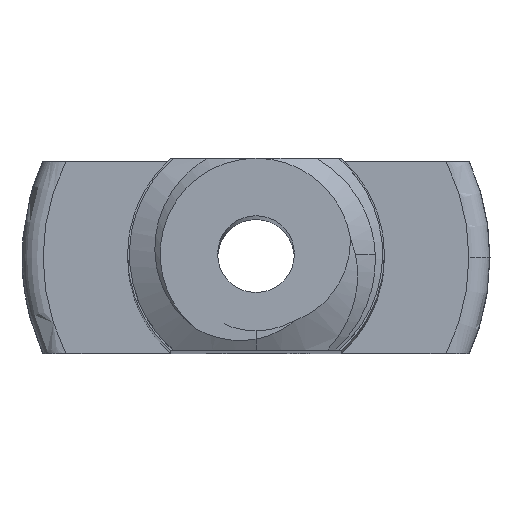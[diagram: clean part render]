
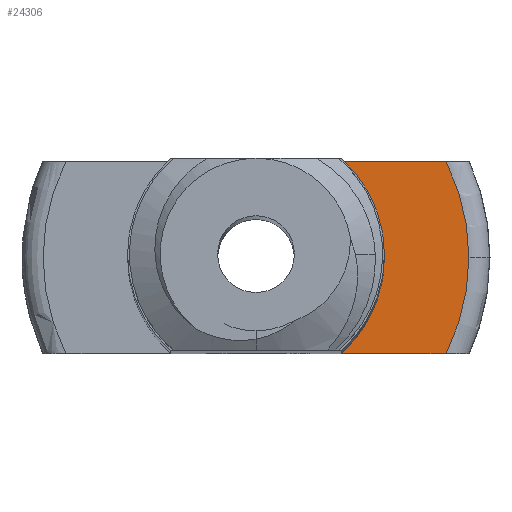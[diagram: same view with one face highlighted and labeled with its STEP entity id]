
A CAD part, top view. The second image highlights one B-rep face of the part: STEP entity #24306.
In plain terms, the highlighted planar face has unit normal (0, 0, 1).
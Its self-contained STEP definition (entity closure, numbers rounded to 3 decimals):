
#5145 = PLANE('',#5146);
#5146 = AXIS2_PLACEMENT_3D('',#5147,#5148,#5149);
#5147 = CARTESIAN_POINT('',(-12.5,-2.5,200.));
#5148 = DIRECTION('',(0.,1.,0.));
#5149 = DIRECTION('',(-1.,0.,0.));
#5934 = PLANE('',#5935);
#5935 = AXIS2_PLACEMENT_3D('',#5936,#5937,#5938);
#5936 = CARTESIAN_POINT('',(-12.5,2.5,200.));
#5937 = DIRECTION('',(0.,-1.,0.));
#5938 = DIRECTION('',(1.,0.,0.));
#8166 = VERTEX_POINT('',#8167);
#8167 = CARTESIAN_POINT('',(4.955,-2.5,0.));
#8219 = TOROIDAL_SURFACE('',#8220,5.55,0.55);
#8220 = AXIS2_PLACEMENT_3D('',#8221,#8222,#8223);
#8221 = CARTESIAN_POINT('',(0.,0.,-0.55)
  );
#8222 = DIRECTION('',(0.,0.,1.));
#8223 = DIRECTION('',(1.,0.,0.));
#8250 = EDGE_CURVE('',#8251,#8166,#8253,.T.);
#8251 = VERTEX_POINT('',#8252);
#8252 = CARTESIAN_POINT('',(2.23,-2.5,0.));
#8253 = SURFACE_CURVE('',#8254,(#8258,#8265),.PCURVE_S1.);
#8254 = LINE('',#8255,#8256);
#8255 = CARTESIAN_POINT('',(-6.25,-2.5,0.));
#8256 = VECTOR('',#8257,1.);
#8257 = DIRECTION('',(1.,0.,0.));
#8258 = PCURVE('',#5145,#8259);
#8259 = DEFINITIONAL_REPRESENTATION('',(#8260),#8264);
#8260 = LINE('',#8261,#8262);
#8261 = CARTESIAN_POINT('',(-6.25,-200.));
#8262 = VECTOR('',#8263,1.);
#8263 = DIRECTION('',(-1.,0.));
#8264 = ( GEOMETRIC_REPRESENTATION_CONTEXT(2) 
PARAMETRIC_REPRESENTATION_CONTEXT() REPRESENTATION_CONTEXT('2D SPACE',''
  ) );
#8265 = PCURVE('',#8266,#8271);
#8266 = PLANE('',#8267);
#8267 = AXIS2_PLACEMENT_3D('',#8268,#8269,#8270);
#8268 = CARTESIAN_POINT('',(0.,0.,
    0.));
#8269 = DIRECTION('',(0.,0.,-1.));
#8270 = DIRECTION('',(1.,0.,0.));
#8271 = DEFINITIONAL_REPRESENTATION('',(#8272),#8276);
#8272 = LINE('',#8273,#8274);
#8273 = CARTESIAN_POINT('',(-6.25,2.5));
#8274 = VECTOR('',#8275,1.);
#8275 = DIRECTION('',(1.,0.));
#8276 = ( GEOMETRIC_REPRESENTATION_CONTEXT(2) 
PARAMETRIC_REPRESENTATION_CONTEXT() REPRESENTATION_CONTEXT('2D SPACE',''
  ) );
#8294 = CYLINDRICAL_SURFACE('',#8295,3.35);
#8295 = AXIS2_PLACEMENT_3D('',#8296,#8297,#8298);
#8296 = CARTESIAN_POINT('',(0.,0.,
    45.475));
#8297 = DIRECTION('',(0.,0.,-1.));
#8298 = DIRECTION('',(1.,0.,0.));
#20809 = TOROIDAL_SURFACE('',#20810,5.55,0.55);
#20810 = AXIS2_PLACEMENT_3D('',#20811,#20812,#20813);
#20811 = CARTESIAN_POINT('',(0.,0.,-0.55
    ));
#20812 = DIRECTION('',(0.,0.,1.));
#20813 = DIRECTION('',(1.,0.,0.));
#22856 = VERTEX_POINT('',#22857);
#22857 = CARTESIAN_POINT('',(4.955,2.5,0.));
#22935 = EDGE_CURVE('',#22936,#22856,#22938,.T.);
#22936 = VERTEX_POINT('',#22937);
#22937 = CARTESIAN_POINT('',(2.23,2.5,0.));
#22938 = SURFACE_CURVE('',#22939,(#22943,#22950),.PCURVE_S1.);
#22939 = LINE('',#22940,#22941);
#22940 = CARTESIAN_POINT('',(-6.25,2.5,0.));
#22941 = VECTOR('',#22942,1.);
#22942 = DIRECTION('',(1.,0.,0.));
#22943 = PCURVE('',#5934,#22944);
#22944 = DEFINITIONAL_REPRESENTATION('',(#22945),#22949);
#22945 = LINE('',#22946,#22947);
#22946 = CARTESIAN_POINT('',(6.25,-200.));
#22947 = VECTOR('',#22948,1.);
#22948 = DIRECTION('',(1.,0.));
#22949 = ( GEOMETRIC_REPRESENTATION_CONTEXT(2) 
PARAMETRIC_REPRESENTATION_CONTEXT() REPRESENTATION_CONTEXT('2D SPACE',''
  ) );
#22950 = PCURVE('',#8266,#22951);
#22951 = DEFINITIONAL_REPRESENTATION('',(#22952),#22956);
#22952 = LINE('',#22953,#22954);
#22953 = CARTESIAN_POINT('',(-6.25,-2.5));
#22954 = VECTOR('',#22955,1.);
#22955 = DIRECTION('',(1.,0.));
#22956 = ( GEOMETRIC_REPRESENTATION_CONTEXT(2) 
PARAMETRIC_REPRESENTATION_CONTEXT() REPRESENTATION_CONTEXT('2D SPACE',''
  ) );
#22972 = CYLINDRICAL_SURFACE('',#22973,3.35);
#22973 = AXIS2_PLACEMENT_3D('',#22974,#22975,#22976);
#22974 = CARTESIAN_POINT('',(0.,0.,
    45.475));
#22975 = DIRECTION('',(0.,0.,-1.));
#22976 = DIRECTION('',(1.,0.,0.));
#24233 = VERTEX_POINT('',#24234);
#24234 = CARTESIAN_POINT('',(3.35,0.,0.
    ));
#24257 = EDGE_CURVE('',#24233,#8251,#24258,.T.);
#24258 = SURFACE_CURVE('',#24259,(#24264,#24271),.PCURVE_S1.);
#24259 = CIRCLE('',#24260,3.35);
#24260 = AXIS2_PLACEMENT_3D('',#24261,#24262,#24263);
#24261 = CARTESIAN_POINT('',(0.,0.,
    0.));
#24262 = DIRECTION('',(0.,0.,-1.));
#24263 = DIRECTION('',(1.,0.,0.));
#24264 = PCURVE('',#8294,#24265);
#24265 = DEFINITIONAL_REPRESENTATION('',(#24266),#24270);
#24266 = LINE('',#24267,#24268);
#24267 = CARTESIAN_POINT('',(0.,45.475));
#24268 = VECTOR('',#24269,1.);
#24269 = DIRECTION('',(1.,0.));
#24270 = ( GEOMETRIC_REPRESENTATION_CONTEXT(2) 
PARAMETRIC_REPRESENTATION_CONTEXT() REPRESENTATION_CONTEXT('2D SPACE',''
  ) );
#24271 = PCURVE('',#8266,#24272);
#24272 = DEFINITIONAL_REPRESENTATION('',(#24273),#24277);
#24273 = CIRCLE('',#24274,3.35);
#24274 = AXIS2_PLACEMENT_2D('',#24275,#24276);
#24275 = CARTESIAN_POINT('',(0.,0.));
#24276 = DIRECTION('',(1.,0.));
#24277 = ( GEOMETRIC_REPRESENTATION_CONTEXT(2) 
PARAMETRIC_REPRESENTATION_CONTEXT() REPRESENTATION_CONTEXT('2D SPACE',''
  ) );
#24306 = ADVANCED_FACE('',(#24307),#8266,.F.);
#24307 = FACE_BOUND('',#24308,.T.);
#24308 = EDGE_LOOP('',(#24309,#24310,#24332,#24333,#24334,#24358));
#24309 = ORIENTED_EDGE('',*,*,#22935,.F.);
#24310 = ORIENTED_EDGE('',*,*,#24311,.T.);
#24311 = EDGE_CURVE('',#22936,#24233,#24312,.T.);
#24312 = SURFACE_CURVE('',#24313,(#24318,#24325),.PCURVE_S1.);
#24313 = CIRCLE('',#24314,3.35);
#24314 = AXIS2_PLACEMENT_3D('',#24315,#24316,#24317);
#24315 = CARTESIAN_POINT('',(0.,0.,
    0.));
#24316 = DIRECTION('',(0.,0.,-1.));
#24317 = DIRECTION('',(1.,0.,0.));
#24318 = PCURVE('',#8266,#24319);
#24319 = DEFINITIONAL_REPRESENTATION('',(#24320),#24324);
#24320 = CIRCLE('',#24321,3.35);
#24321 = AXIS2_PLACEMENT_2D('',#24322,#24323);
#24322 = CARTESIAN_POINT('',(0.,0.));
#24323 = DIRECTION('',(1.,0.));
#24324 = ( GEOMETRIC_REPRESENTATION_CONTEXT(2) 
PARAMETRIC_REPRESENTATION_CONTEXT() REPRESENTATION_CONTEXT('2D SPACE',''
  ) );
#24325 = PCURVE('',#22972,#24326);
#24326 = DEFINITIONAL_REPRESENTATION('',(#24327),#24331);
#24327 = LINE('',#24328,#24329);
#24328 = CARTESIAN_POINT('',(0.,45.475));
#24329 = VECTOR('',#24330,1.);
#24330 = DIRECTION('',(1.,0.));
#24331 = ( GEOMETRIC_REPRESENTATION_CONTEXT(2) 
PARAMETRIC_REPRESENTATION_CONTEXT() REPRESENTATION_CONTEXT('2D SPACE',''
  ) );
#24332 = ORIENTED_EDGE('',*,*,#24257,.T.);
#24333 = ORIENTED_EDGE('',*,*,#8250,.T.);
#24334 = ORIENTED_EDGE('',*,*,#24335,.F.);
#24335 = EDGE_CURVE('',#24336,#8166,#24338,.T.);
#24336 = VERTEX_POINT('',#24337);
#24337 = CARTESIAN_POINT('',(5.55,0.,0.
    ));
#24338 = SURFACE_CURVE('',#24339,(#24344,#24351),.PCURVE_S1.);
#24339 = CIRCLE('',#24340,5.55);
#24340 = AXIS2_PLACEMENT_3D('',#24341,#24342,#24343);
#24341 = CARTESIAN_POINT('',(0.,0.,
    0.));
#24342 = DIRECTION('',(0.,0.,-1.));
#24343 = DIRECTION('',(1.,0.,0.));
#24344 = PCURVE('',#8266,#24345);
#24345 = DEFINITIONAL_REPRESENTATION('',(#24346),#24350);
#24346 = CIRCLE('',#24347,5.55);
#24347 = AXIS2_PLACEMENT_2D('',#24348,#24349);
#24348 = CARTESIAN_POINT('',(0.,0.));
#24349 = DIRECTION('',(1.,0.));
#24350 = ( GEOMETRIC_REPRESENTATION_CONTEXT(2) 
PARAMETRIC_REPRESENTATION_CONTEXT() REPRESENTATION_CONTEXT('2D SPACE',''
  ) );
#24351 = PCURVE('',#8219,#24352);
#24352 = DEFINITIONAL_REPRESENTATION('',(#24353),#24357);
#24353 = LINE('',#24354,#24355);
#24354 = CARTESIAN_POINT('',(-0.,7.854));
#24355 = VECTOR('',#24356,1.);
#24356 = DIRECTION('',(-1.,0.));
#24357 = ( GEOMETRIC_REPRESENTATION_CONTEXT(2) 
PARAMETRIC_REPRESENTATION_CONTEXT() REPRESENTATION_CONTEXT('2D SPACE',''
  ) );
#24358 = ORIENTED_EDGE('',*,*,#24359,.F.);
#24359 = EDGE_CURVE('',#22856,#24336,#24360,.T.);
#24360 = SURFACE_CURVE('',#24361,(#24366,#24373),.PCURVE_S1.);
#24361 = CIRCLE('',#24362,5.55);
#24362 = AXIS2_PLACEMENT_3D('',#24363,#24364,#24365);
#24363 = CARTESIAN_POINT('',(0.,0.,
    0.));
#24364 = DIRECTION('',(0.,0.,-1.));
#24365 = DIRECTION('',(1.,0.,0.));
#24366 = PCURVE('',#8266,#24367);
#24367 = DEFINITIONAL_REPRESENTATION('',(#24368),#24372);
#24368 = CIRCLE('',#24369,5.55);
#24369 = AXIS2_PLACEMENT_2D('',#24370,#24371);
#24370 = CARTESIAN_POINT('',(0.,0.));
#24371 = DIRECTION('',(1.,0.));
#24372 = ( GEOMETRIC_REPRESENTATION_CONTEXT(2) 
PARAMETRIC_REPRESENTATION_CONTEXT() REPRESENTATION_CONTEXT('2D SPACE',''
  ) );
#24373 = PCURVE('',#20809,#24374);
#24374 = DEFINITIONAL_REPRESENTATION('',(#24375),#24379);
#24375 = LINE('',#24376,#24377);
#24376 = CARTESIAN_POINT('',(-0.,7.854));
#24377 = VECTOR('',#24378,1.);
#24378 = DIRECTION('',(-1.,0.));
#24379 = ( GEOMETRIC_REPRESENTATION_CONTEXT(2) 
PARAMETRIC_REPRESENTATION_CONTEXT() REPRESENTATION_CONTEXT('2D SPACE',''
  ) );
